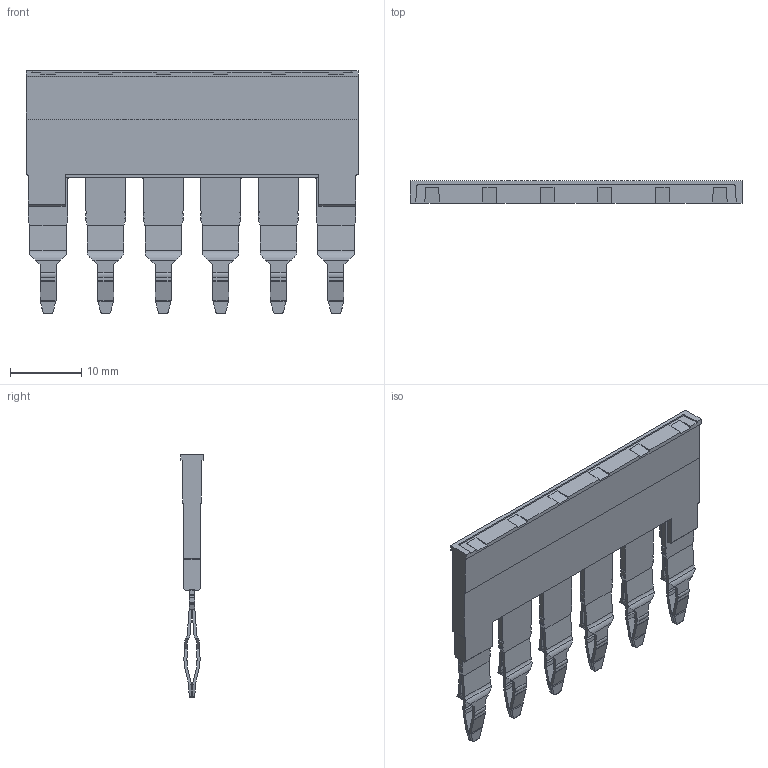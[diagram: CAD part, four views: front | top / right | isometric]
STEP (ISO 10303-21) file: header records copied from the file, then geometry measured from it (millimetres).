
FILE_DESCRIPTION(('CATIA V5 STEP Exchange','CAx-IF Rec.Pracs.--- Model Styling and Organization---1.4--- 2014-01-23'),'2;1');
FILE_NAME ('1227393-10_1', '2020-02-17T09:24:47+00:00', ('none'), ('Weidmueller'), 'CATIA Version 5-6 Release 2016 SP3 HF44', 'CATIA V5 STEP AP214', 'none');
FILE_SCHEMA(('AUTOMOTIVE_DESIGN { 1 0 10303 214 1 1 1 1 }'));
Length unit declared in the file: millimetre
Products named in the file (1): 2733950000
Bounding box: 46.7 x 3.1 x 34.11 mm (x, y, z)
Volume: 2120.9 mm3; surface area: 5905.1 mm2
Topology: 2 solids, 2 shells, 638 faces, 1933 edges, 1299 vertices
Faces by surface type: plane 412, cylinder 226
Entity records: 21173 total; most frequent: CARTESIAN_POINT 5149, ORIENTED_EDGE 3866, DIRECTION 2463, EDGE_CURVE 1933, VECTOR 1319, LINE 1319, VERTEX_POINT 1299, AXIS2_PLACEMENT_3D 771
